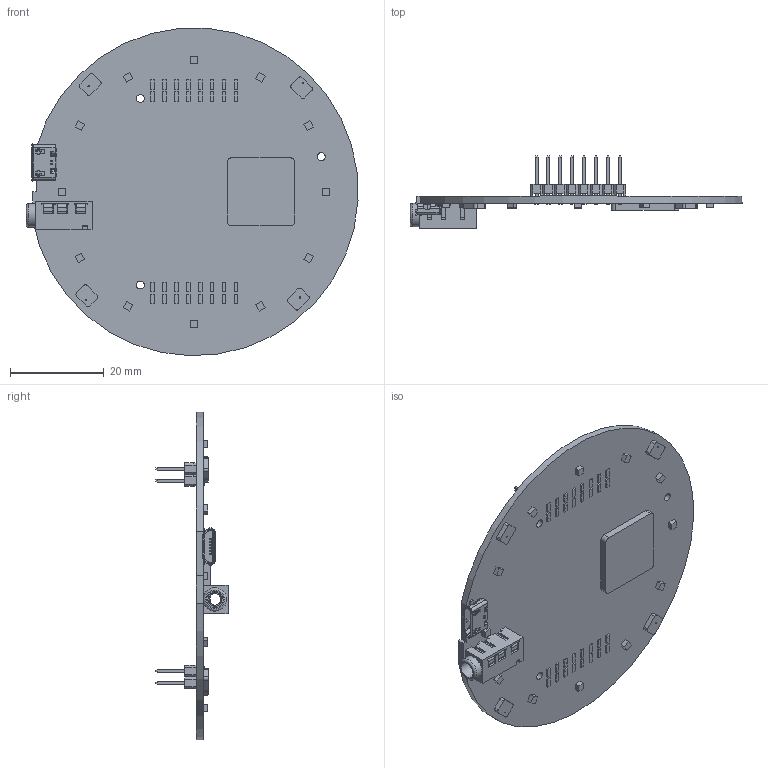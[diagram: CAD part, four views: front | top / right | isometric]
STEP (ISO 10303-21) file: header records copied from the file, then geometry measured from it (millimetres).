
FILE_DESCRIPTION(/* description */ (''),/* implementation_level */ '2;1');
FILE_NAME(/* name */ 'seeedstudio_respeaker_v1.2.step',/* time_stamp */ '2024-10-28T21:22:25-07:00',/* author */ (''),/* organization */ (''),/* preprocessor_version */ 'ST-DEVELOPER v20',/* originating_system */ 'Autodesk Translation Framework v13.20.0.188',/* authorisation */ '');
FILE_SCHEMA (('AUTOMOTIVE_DESIGN { 1 0 10303 214 3 1 1 }'));
Products named in the file (41): Respeaker; PJ320A; PJ320A½º¿Ç; PJ320A-Pin-A; PJ320A-Pin-B; micro USB; micro usb_1; micro usb02; Parametric_Pin_Header_2 v1; Parametric_Pin_Header_2 v1_1; Parametric_Pin_Header_2 v1_2; Parametric_Pin_Header_2 v1_3; Parametric_Pin_Header_2 v1_4; Parametric_Pin_Header_2 v1_5; Parametric_Pin_Header_2 v1_6; Parametric_Pin_Header_2 v1_7; Parametric_Pin_Header_2 v1_8; Parametric_Pin_Header_2 v1_9; Parametric_Pin_Header_2 v1_10; Parametric_Pin_Header_2 v1_11; Parametric_Pin_Header_2 v1_12; Parametric_Pin_Header_2 v1_13; Parametric_Pin_Header_2 v1_14; Parametric_Pin_Header_2 v1_15; Board; MEMS  Mic; MEMS D; MEMS B; MEMS C; LEDs; Component30; Component31; Component32; Component34; Component36; Component37; Component35; Component39; Component38; Component40 ...
Assembly tree (42 placements, depth 3):
  Respeaker
    PJ320A
      PJ320A½º¿Ç
      PJ320A-Pin-A  x3
      PJ320A-Pin-B
    micro USB
      micro usb_1
      micro usb02
    Parametric_Pin_Header_2 v1
      Parametric_Pin_Header_2 v1_1
      Parametric_Pin_Header_2 v1_2
      Parametric_Pin_Header_2 v1_3
      Parametric_Pin_Header_2 v1_4
      Parametric_Pin_Header_2 v1_5
      Parametric_Pin_Header_2 v1_6
      Parametric_Pin_Header_2 v1_7
    Parametric_Pin_Header_2 v1_8
      Parametric_Pin_Header_2 v1_9
      Parametric_Pin_Header_2 v1_10
      Parametric_Pin_Header_2 v1_11
      Parametric_Pin_Header_2 v1_12
      Parametric_Pin_Header_2 v1_13
      Parametric_Pin_Header_2 v1_14
      Parametric_Pin_Header_2 v1_15
    Board
    MEMS  Mic
      MEMS D
      MEMS B
      MEMS C
    LEDs
      Component30
      Component31
      Component32
      Component34
      Component36
      Component37
      Component35
      Component39
      Component38
      Component40
      Component41
Bounding box: 70.86 x 15.4 x 69.88 mm (x, y, z)
Volume: 6998.6 mm3; surface area: 12063 mm2
Topology: 126 solids, 126 shells, 2554 faces, 6086 edges, 3744 vertices
Faces by surface type: plane 1661, cylinder 557, torus 241, bspline 75, sphere 20
Full cylindrical faces by diameter (mm): 0.2 x1, 0.25 x3, 1.5 x2, 1.7 x3, 2.5 x1, 3 x1, 3.6 x1, 5 x1
Entity records: 74681 total; most frequent: CARTESIAN_POINT 14535, DIRECTION 12351, ORIENTED_EDGE 11986, EDGE_CURVE 5993, LINE 4479, VECTOR 4479, AXIS2_PLACEMENT_3D 3936, VERTEX_POINT 3695
